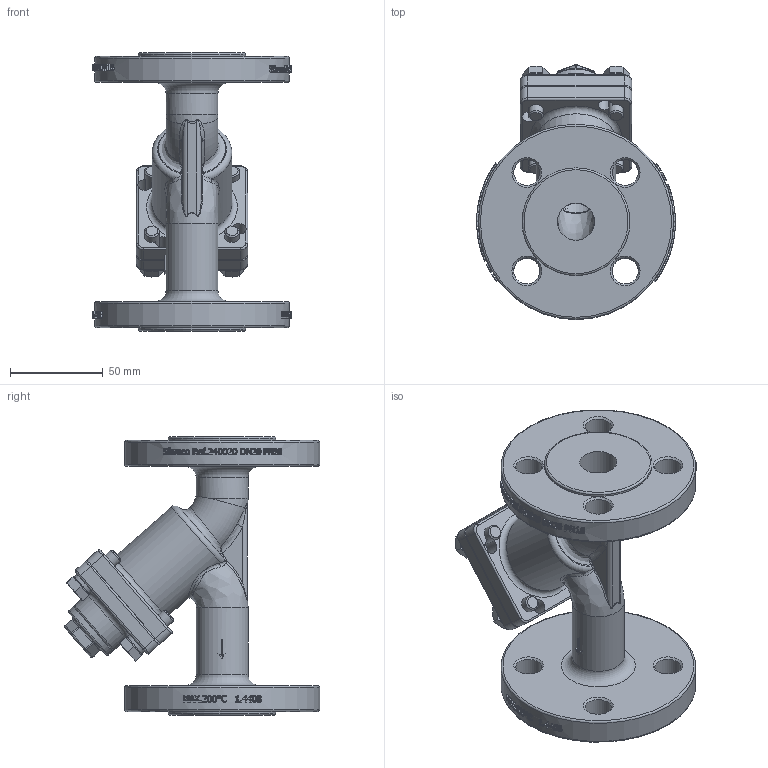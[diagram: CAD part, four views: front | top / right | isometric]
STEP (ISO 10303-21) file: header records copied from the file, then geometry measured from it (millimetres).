
FILE_DESCRIPTION(/* description */ ('240020'),/* implementation_level */ '2;1');
FILE_NAME(/* name */ '240020.stp',/* time_stamp */ '2015-04-08T11:45:24+02:00',/* author */ ('jmorand'),/* organization */ ('Sferaco'),/* preprocessor_version */ 'ST-DEVELOPER v15.6',/* originating_system */ 'Autodesk Inventor 2015',/* authorisation */ '');
FILE_SCHEMA (('AUTOMOTIVE_DESIGN { 1 0 10303 214 3 1 1 }'));
Products named in the file (1): 240020_bd
Bounding box: 107 x 137.43 x 150 mm (x, y, z)
Volume: 381854.4 mm3; surface area: 92388.3 mm2
Topology: 1 solids, 1 shells, 1554 faces, 4108 edges, 2673 vertices
Faces by surface type: bspline 702, plane 552, cylinder 216, cone 44, torus 34, sphere 6
Full cylindrical faces by diameter (mm): 8 x4, 9 x4, 13 x4, 14 x8, 18.631 x1, 19 x1, 20 x2, 23 x1, 28 x2, 32 x2, 58 x2, 105 x2
Entity records: 66636 total; most frequent: CARTESIAN_POINT 31314, ORIENTED_EDGE 8016, DIRECTION 5054, EDGE_CURVE 4008, VERTEX_POINT 2649, EDGE_LOOP 1787, LINE 1726, VECTOR 1726
